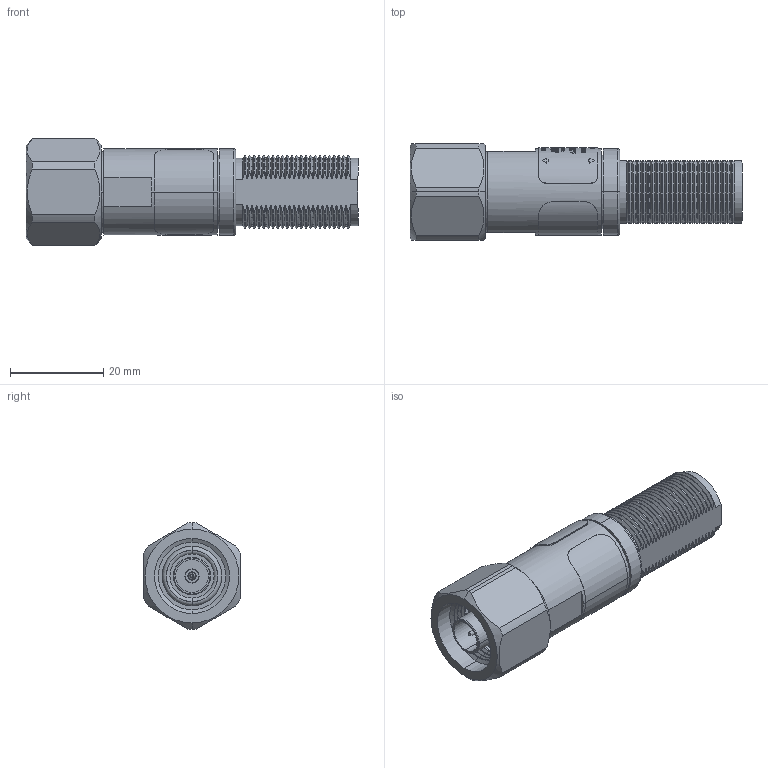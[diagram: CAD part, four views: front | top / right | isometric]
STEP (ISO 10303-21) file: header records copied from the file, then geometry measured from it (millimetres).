
FILE_DESCRIPTION (( 'STEP AP214' ), '1' );
FILE_NAME ('AL-LSXM-ME.STEP', '2019-07-30T15:44:02', ( '' ), ( '' ), 'SwSTEP 2.0', 'SolidWorks 2019', '' );
FILE_SCHEMA (( 'AUTOMOTIVE_DESIGN' ));
Length unit declared in the file: inch
Products named in the file (15): 1909-0001; 7040-0049; 9090-2012; 2802-9000; 5800-0426; 2811-0011; 4052-0010; 5800-0099; 2003-1052_CURVED2; 2801-9010; 1502-0708; AL-LSXM-ME; 2811-0002; 7040-0065; 7020-2633
Assembly tree (14 placements, depth 3):
  AL-LSXM-ME
    7020-2633
    2003-1052_CURVED2
    9090-2012
      2802-9000
      2801-9010
      2811-0011
      2811-0002
      1909-0001
      1502-0708
      7040-0049
      5800-0099
      5800-0426
      4052-0010
      7040-0065
Bounding box: 71.33 x 20.64 x 22.86 mm (x, y, z)
Volume: 12594.8 mm3; surface area: 14447.1 mm2
Topology: 13 solids, 13 shells, 2395 faces, 6441 edges, 4207 vertices
Faces by surface type: bspline 919, plane 671, cylinder 521, cone 248, torus 36
Entity records: 120533 total; most frequent: CARTESIAN_POINT 47833, ORIENTED_EDGE 12870, DIRECTION 7824, EDGE_CURVE 6435, VERTEX_POINT 4207, B_SPLINE_CURVE_WITH_KNOTS 3115, AXIS2_PLACEMENT_3D 3010, EDGE_LOOP 2550
